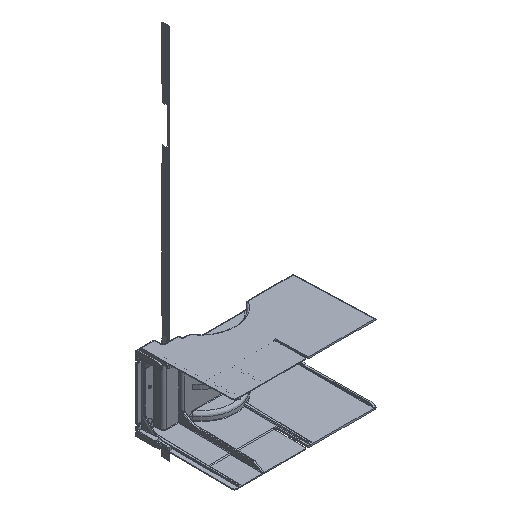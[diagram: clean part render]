
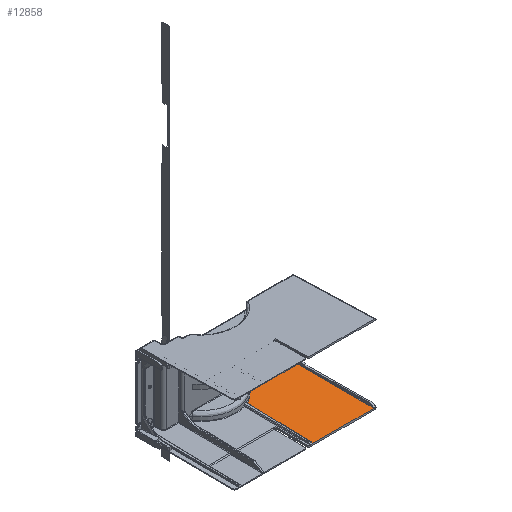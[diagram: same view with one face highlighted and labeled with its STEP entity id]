
A CAD part, isometric view. The second image highlights one B-rep face of the part: STEP entity #12858.
In plain terms, the highlighted planar face has unit normal (0, -0.018, 1).
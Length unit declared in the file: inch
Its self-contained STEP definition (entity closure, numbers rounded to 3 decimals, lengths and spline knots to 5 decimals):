
#1835=DIRECTION('',(-0.009,-1.,-0.017));
#1836=VECTOR('',#1835,3.26226);
#1837=CARTESIAN_POINT('',(-15.15538,21.25304,
-1.79431));
#1838=LINE('',#1837,#1836);
#1839=CARTESIAN_POINT('',(-14.45092,21.84623,
-1.78395));
#1840=CARTESIAN_POINT('',(-14.50975,21.75956,
-1.78547));
#1841=CARTESIAN_POINT('',(-14.6408,21.60022,
-1.78825));
#1842=CARTESIAN_POINT('',(-14.88064,21.39835,
-1.79177));
#1843=CARTESIAN_POINT('',(-15.05996,21.29624,
-1.79355));
#1844=CARTESIAN_POINT('',(-15.15538,21.25304,
-1.79431));
#1846=CARTESIAN_POINT('',(-14.36948,21.88938,
-1.7832));
#1847=CARTESIAN_POINT('',(-14.3805,21.88929,
-1.7832));
#1848=CARTESIAN_POINT('',(-14.40124,21.88596,
-1.78326));
#1849=CARTESIAN_POINT('',(-14.43025,21.87059,
-1.78353));
#1850=CARTESIAN_POINT('',(-14.44466,21.8553,
-1.7838));
#1851=CARTESIAN_POINT('',(-14.45092,21.84623,
-1.78395));
#1853=DIRECTION('',(-0.017,1.,0.017));
#1854=VECTOR('',#1853,3.89917);
#1855=CARTESIAN_POINT('',(-12.18549,17.99139,
-1.85124));
#1856=LINE('',#1855,#1854);
#1865=DIRECTION('',(-1.,0.,0.));
#1866=VECTOR('',#1865,2.99837);
#1867=CARTESIAN_POINT('',(-12.18549,17.99139,
-1.85124));
#1868=LINE('',#1867,#1866);
#5198=CARTESIAN_POINT('',(-12.18549,17.99139,
-1.85124));
#5461=DIRECTION('',(1.,0.,0.));
#5462=VECTOR('',#5461,2.11592);
#5463=CARTESIAN_POINT('',(-14.36948,21.88938,
-1.7832));
#5464=LINE('',#5463,#5462);
#9117=CARTESIAN_POINT('',(-12.25356,21.88938,
-1.7832));
#9118=VERTEX_POINT('',#9117);
#9119=VERTEX_POINT('',#1839);
#9120=VERTEX_POINT('',#1844);
#9129=CARTESIAN_POINT('',(-14.36948,21.88938,
-1.7832));
#9130=VERTEX_POINT('',#9129);
#9151=VERTEX_POINT('',#5198);
#9308=CARTESIAN_POINT('',(-15.18385,17.9914,
-1.85124));
#9309=VERTEX_POINT('',#9308);
#12840=CARTESIAN_POINT('',(-17.17007,18.08843,
-1.84955));
#12841=DIRECTION('',(0.,0.017,-1.));
#12842=DIRECTION('',(0.,-1.,-0.017));
#12843=AXIS2_PLACEMENT_3D('',#12840,#12841,#12842);
#12844=PLANE('',#12843);
#12846=ORIENTED_EDGE('',*,*,#12845,.T.);
#12848=ORIENTED_EDGE('',*,*,#12847,.F.);
#12849=ORIENTED_EDGE('',*,*,#12830,.F.);
#12851=ORIENTED_EDGE('',*,*,#12850,.F.);
#12853=ORIENTED_EDGE('',*,*,#12852,.T.);
#12855=ORIENTED_EDGE('',*,*,#12854,.F.);
#12856=EDGE_LOOP('',(#12846,#12848,#12849,#12851,#12853,#12855));
#12857=FACE_OUTER_BOUND('',#12856,.F.);
#12858=ADVANCED_FACE('',(#12857),#12844,.F.);
#1845=B_SPLINE_CURVE_WITH_KNOTS('',3,(#1839,#1840,#1841,#1842,#1843,#1844),
.UNSPECIFIED.,.F.,.F.,(4,1,1,4),(0.,0.33333,0.66667,1.),
.UNSPECIFIED.);
#1852=B_SPLINE_CURVE_WITH_KNOTS('',3,(#1846,#1847,#1848,#1849,#1850,#1851),
.UNSPECIFIED.,.F.,.F.,(4,1,1,4),(0.,0.33333,0.66667,1.),
.UNSPECIFIED.);
#12830=EDGE_CURVE('',#9119,#9120,#1845,.T.);
#12845=EDGE_CURVE('',#9151,#9309,#1868,.T.);
#12847=EDGE_CURVE('',#9120,#9309,#1838,.T.);
#12850=EDGE_CURVE('',#9130,#9119,#1852,.T.);
#12852=EDGE_CURVE('',#9130,#9118,#5464,.T.);
#12854=EDGE_CURVE('',#9151,#9118,#1856,.T.);
